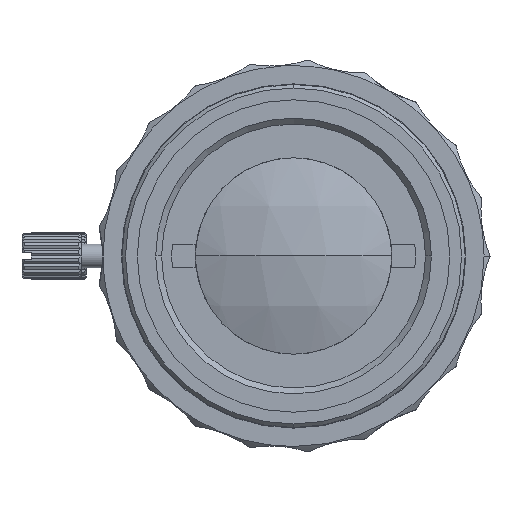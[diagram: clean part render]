
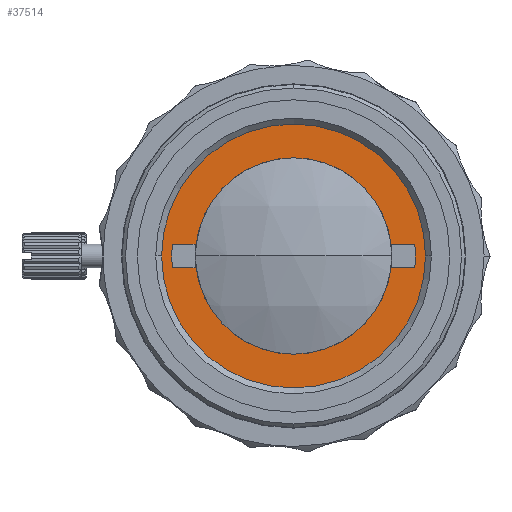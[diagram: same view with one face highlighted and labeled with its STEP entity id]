
A CAD part, left-side view. The second image highlights one B-rep face of the part: STEP entity #37514.
In plain terms, the highlighted planar face has unit normal (-1, 0, 0).
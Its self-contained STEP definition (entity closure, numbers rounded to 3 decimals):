
#266 = DIRECTION ( 'NONE',  ( 1., 0., 0. ) ) ;
#544 = LINE ( 'NONE', #66080, #70279 ) ;
#1542 = CARTESIAN_POINT ( 'NONE',  ( -27.77, -10.251, 1. ) ) ;
#2019 = EDGE_CURVE ( 'NONE', #4639, #64518, #17318, .T. ) ;
#2025 = EDGE_CURVE ( 'NONE', #60098, #21526, #19514, .T. ) ;
#2189 = ORIENTED_EDGE ( 'NONE', *, *, #2019, .T. ) ;
#2414 = EDGE_CURVE ( 'NONE', #31704, #40902, #36781, .T. ) ;
#3053 = CARTESIAN_POINT ( 'NONE',  ( -27.77, 10.251, -1. ) ) ;
#3644 = CARTESIAN_POINT ( 'NONE',  ( -27.77, 0., 1. ) ) ;
#3859 = AXIS2_PLACEMENT_3D ( 'NONE', #63162, #67490, #24117 ) ;
#4327 = VECTOR ( 'NONE', #34490, 1000. ) ;
#4639 = VERTEX_POINT ( 'NONE', #57968 ) ;
#5852 = CARTESIAN_POINT ( 'NONE',  ( -27.77, 10.251, 1. ) ) ;
#6162 = EDGE_CURVE ( 'NONE', #29636, #27858, #55385, .T. ) ;
#6529 = CARTESIAN_POINT ( 'NONE',  ( -27.77, 11.15, 0. ) ) ;
#7237 = CARTESIAN_POINT ( 'NONE',  ( -27.77, -11.15, 0. ) ) ;
#7280 = CARTESIAN_POINT ( 'NONE',  ( -27.77, 0., 0. ) ) ;
#7809 = AXIS2_PLACEMENT_3D ( 'NONE', #27494, #33581, #10310 ) ;
#8340 = AXIS2_PLACEMENT_3D ( 'NONE', #65771, #26709, #66124 ) ;
#9212 = CARTESIAN_POINT ( 'NONE',  ( -27.77, 0., -1. ) ) ;
#10310 = DIRECTION ( 'NONE',  ( 0., 0., 1. ) ) ;
#11710 = DIRECTION ( 'NONE',  ( 0., 0., 1. ) ) ;
#12012 = EDGE_CURVE ( 'NONE', #68851, #47466, #33174, .T. ) ;
#12445 = CARTESIAN_POINT ( 'NONE',  ( -27.77, 0., 0. ) ) ;
#14529 = CARTESIAN_POINT ( 'NONE',  ( -27.77, -8.24, -1. ) ) ;
#17318 = LINE ( 'NONE', #22687, #4327 ) ;
#18023 = DIRECTION ( 'NONE',  ( 1., 0., 0. ) ) ;
#18163 = DIRECTION ( 'NONE',  ( 1., 0., 0. ) ) ;
#19514 =( BOUNDED_CURVE ( )  B_SPLINE_CURVE ( 3, ( #56372, #66051, #60316, #5852 ),
 .UNSPECIFIED., .F., .F. ) 
 B_SPLINE_CURVE_WITH_KNOTS ( ( 4, 4 ),
 ( 0., 0.002 ),
 .UNSPECIFIED. ) 
 CURVE ( )  GEOMETRIC_REPRESENTATION_ITEM ( )  RATIONAL_B_SPLINE_CURVE ( ( 1., 0.997, 0.997, 1. ) ) 
 REPRESENTATION_ITEM ( '' )  );
#19739 = EDGE_CURVE ( 'NONE', #27858, #29636, #41036, .T. ) ;
#20174 = CIRCLE ( 'NONE', #47645, 8.3 ) ;
#21526 = VERTEX_POINT ( 'NONE', #44399 ) ;
#22456 = PLANE ( 'NONE',  #24407 ) ;
#22687 = CARTESIAN_POINT ( 'NONE',  ( -27.77, 0., 1. ) ) ;
#22772 = VECTOR ( 'NONE', #30839, 1000. ) ;
#22822 = CARTESIAN_POINT ( 'NONE',  ( -27.77, -11.323, -11.284 ) ) ;
#23634 = CARTESIAN_POINT ( 'NONE',  ( -27.77, -10.251, -1. ) ) ;
#23819 = ORIENTED_EDGE ( 'NONE', *, *, #42195, .T. ) ;
#24117 = DIRECTION ( 'NONE',  ( 0., 0., 1. ) ) ;
#24407 = AXIS2_PLACEMENT_3D ( 'NONE', #22822, #44686, #11710 ) ;
#24997 = ORIENTED_EDGE ( 'NONE', *, *, #49663, .T. ) ;
#26709 = DIRECTION ( 'NONE',  ( 1., 0., 0. ) ) ;
#27494 = CARTESIAN_POINT ( 'NONE',  ( -27.77, 0., 0. ) ) ;
#27858 = VERTEX_POINT ( 'NONE', #7237 ) ;
#29636 = VERTEX_POINT ( 'NONE', #6529 ) ;
#30132 = LINE ( 'NONE', #3644, #22772 ) ;
#30839 = DIRECTION ( 'NONE',  ( 0., -1., 0. ) ) ;
#31411 = EDGE_CURVE ( 'NONE', #47466, #4639, #51832, .T. ) ;
#31704 = VERTEX_POINT ( 'NONE', #23634 ) ;
#31874 = AXIS2_PLACEMENT_3D ( 'NONE', #70090, #266, #38921 ) ;
#33174 = CIRCLE ( 'NONE', #42335, 8.3 ) ;
#33581 = DIRECTION ( 'NONE',  ( 1., 0., 0. ) ) ;
#34240 = ORIENTED_EDGE ( 'NONE', *, *, #36529, .T. ) ;
#34490 = DIRECTION ( 'NONE',  ( 0., -1., 0. ) ) ;
#36439 = ORIENTED_EDGE ( 'NONE', *, *, #6162, .F. ) ;
#36529 = EDGE_CURVE ( 'NONE', #62721, #60098, #544, .T. ) ;
#36781 = LINE ( 'NONE', #9212, #69522 ) ;
#37514 = ADVANCED_FACE ( 'NONE', ( #55093, #49702 ), #22456, .T. ) ;
#37614 = CARTESIAN_POINT ( 'NONE',  ( -27.77, 8.24, -1. ) ) ;
#38713 = CIRCLE ( 'NONE', #7809, 8.3 ) ;
#38921 = DIRECTION ( 'NONE',  ( 0., 0., 1. ) ) ;
#40902 = VERTEX_POINT ( 'NONE', #14529 ) ;
#40922 = DIRECTION ( 'NONE',  ( 0., 0., 1. ) ) ;
#41036 = CIRCLE ( 'NONE', #31874, 11.15 ) ;
#41404 = EDGE_CURVE ( 'NONE', #54598, #62721, #38713, .T. ) ;
#42195 = EDGE_CURVE ( 'NONE', #21526, #68851, #30132, .T. ) ;
#42335 = AXIS2_PLACEMENT_3D ( 'NONE', #7280, #18023, #40922 ) ;
#42640 = CARTESIAN_POINT ( 'NONE',  ( -27.77, -10.251, -1. ) ) ;
#44399 = CARTESIAN_POINT ( 'NONE',  ( -27.77, 10.251, 1. ) ) ;
#44686 = DIRECTION ( 'NONE',  ( -1., 0., 0. ) ) ;
#45064 = DIRECTION ( 'NONE',  ( 0., 0., 1. ) ) ;
#45529 = EDGE_LOOP ( 'NONE', ( #61194, #24997, #62513, #34240, #61530, #23819, #45578, #47854, #2189, #57697 ) ) ;
#45578 = ORIENTED_EDGE ( 'NONE', *, *, #12012, .T. ) ;
#47466 = VERTEX_POINT ( 'NONE', #61355 ) ;
#47645 = AXIS2_PLACEMENT_3D ( 'NONE', #12445, #18163, #45064 ) ;
#47854 = ORIENTED_EDGE ( 'NONE', *, *, #31411, .T. ) ;
#48369 = CARTESIAN_POINT ( 'NONE',  ( -27.77, -10.316, 0.334 ) ) ;
#49374 = CARTESIAN_POINT ( 'NONE',  ( -27.77, 8.24, 1. ) ) ;
#49663 = EDGE_CURVE ( 'NONE', #40902, #54598, #20174, .T. ) ;
#49702 = FACE_OUTER_BOUND ( 'NONE', #63323, .T. ) ;
#50324 = DIRECTION ( 'NONE',  ( 0., 1., 0. ) ) ;
#51832 = CIRCLE ( 'NONE', #8340, 8.3 ) ;
#54598 = VERTEX_POINT ( 'NONE', #65111 ) ;
#54965 = ORIENTED_EDGE ( 'NONE', *, *, #19739, .F. ) ;
#55093 = FACE_BOUND ( 'NONE', #45529, .T. ) ;
#55385 = CIRCLE ( 'NONE', #3859, 11.15 ) ;
#56295 = DIRECTION ( 'NONE',  ( 0., 1., 0. ) ) ;
#56372 = CARTESIAN_POINT ( 'NONE',  ( -27.77, 10.251, -1. ) ) ;
#57697 = ORIENTED_EDGE ( 'NONE', *, *, #61683, .T. ) ;
#57968 = CARTESIAN_POINT ( 'NONE',  ( -27.77, -8.24, 1. ) ) ;
#58445 = CARTESIAN_POINT ( 'NONE',  ( -27.77, -10.316, -0.334 ) ) ;
#60098 = VERTEX_POINT ( 'NONE', #3053 ) ;
#60316 = CARTESIAN_POINT ( 'NONE',  ( -27.77, 10.316, 0.334 ) ) ;
#61194 = ORIENTED_EDGE ( 'NONE', *, *, #2414, .T. ) ;
#61355 = CARTESIAN_POINT ( 'NONE',  ( -27.77, 0., 8.3 ) ) ;
#61530 = ORIENTED_EDGE ( 'NONE', *, *, #2025, .T. ) ;
#61683 = EDGE_CURVE ( 'NONE', #64518, #31704, #63155, .T. ) ;
#62513 = ORIENTED_EDGE ( 'NONE', *, *, #41404, .T. ) ;
#62721 = VERTEX_POINT ( 'NONE', #37614 ) ;
#63155 =( BOUNDED_CURVE ( )  B_SPLINE_CURVE ( 3, ( #65227, #48369, #58445, #42640 ),
 .UNSPECIFIED., .F., .F. ) 
 B_SPLINE_CURVE_WITH_KNOTS ( ( 4, 4 ),
 ( 0., 0.002 ),
 .UNSPECIFIED. ) 
 CURVE ( )  GEOMETRIC_REPRESENTATION_ITEM ( )  RATIONAL_B_SPLINE_CURVE ( ( 1., 0.997, 0.997, 1. ) ) 
 REPRESENTATION_ITEM ( '' )  );
#63162 = CARTESIAN_POINT ( 'NONE',  ( -27.77, 0., 0. ) ) ;
#63323 = EDGE_LOOP ( 'NONE', ( #54965, #36439 ) ) ;
#64518 = VERTEX_POINT ( 'NONE', #1542 ) ;
#65111 = CARTESIAN_POINT ( 'NONE',  ( -27.77, 0., -8.3 ) ) ;
#65227 = CARTESIAN_POINT ( 'NONE',  ( -27.77, -10.251, 1. ) ) ;
#65771 = CARTESIAN_POINT ( 'NONE',  ( -27.77, 0., 0. ) ) ;
#66051 = CARTESIAN_POINT ( 'NONE',  ( -27.77, 10.316, -0.334 ) ) ;
#66080 = CARTESIAN_POINT ( 'NONE',  ( -27.77, 0., -1. ) ) ;
#66124 = DIRECTION ( 'NONE',  ( 0., 0., 1. ) ) ;
#67490 = DIRECTION ( 'NONE',  ( 1., 0., 0. ) ) ;
#68851 = VERTEX_POINT ( 'NONE', #49374 ) ;
#69522 = VECTOR ( 'NONE', #56295, 1000. ) ;
#70090 = CARTESIAN_POINT ( 'NONE',  ( -27.77, 0., 0. ) ) ;
#70279 = VECTOR ( 'NONE', #50324, 1000. ) ;
